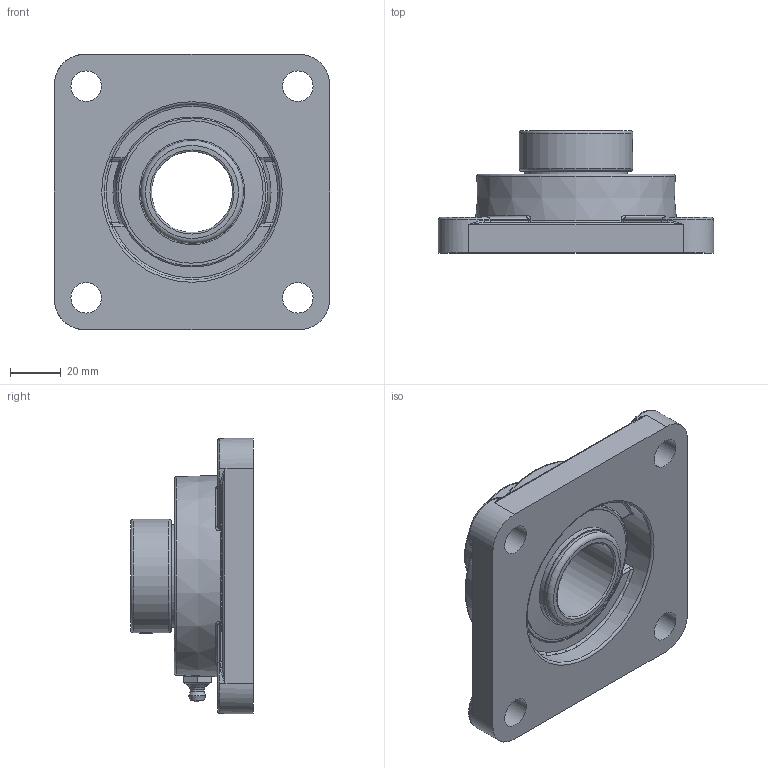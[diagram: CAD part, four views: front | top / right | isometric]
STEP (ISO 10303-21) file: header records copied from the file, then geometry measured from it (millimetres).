
FILE_DESCRIPTION(('HOOPS Exchange Step'),'2;1');
FILE_NAME('export-D4F25BDF-340B-4F36-B88B-3D38C7C66ED2.stp','2019-12-12T15:19:49-08:00',('ibuslach'),('Alibre'),'HOOPS Exchange 2019.2','Alibre','Unknown authorisation');
FILE_SCHEMA( ('AP242_MANAGED_MODEL_BASED_3D_ENGINEERING_MIM_LF {1 0 10303 442 1 1 4 }') );
Length unit declared in the file: centimetre
Products named in the file (8): ZERK 6mm; MRN SF 206; SNC 206 SHIELD; SNC 206-20 COLLAR; SNC 206-20 RACES; SUC 206 SS; MRN SNC 206-20; MRN SNCF 206-20
Assembly tree (8 placements, depth 3):
  MRN SNCF 206-20
    ZERK 6mm
    MRN SF 206
    MRN SNC 206-20
      SNC 206 SHIELD  x2
      SNC 206-20 COLLAR
      SNC 206-20 RACES
      SUC 206 SS
Bounding box: 108 x 48.1 x 108 mm (x, y, z)
Volume: 168706.9 mm3; surface area: 63994.6 mm2
Topology: 8 solids, 8 shells, 688 faces, 1894 edges, 1220 vertices
Faces by surface type: plane 257, extrusion 239, cylinder 73, torus 41, cone 31, bspline 30, sphere 17
Full cylindrical faces by diameter (mm): 2.506 x2, 5.359 x7, 6 x2, 12 x4, 31.75 x2, 37.643 x2, 40.323 x4, 41.338 x2, 44.501 x1, 51.397 x2, 55.88 x2, 67.335 x1, 69.088 x1
Entity records: 29829 total; most frequent: CARTESIAN_POINT 13413, ORIENTED_EDGE 3702, DIRECTION 2655, EDGE_CURVE 1851, VERTEX_POINT 1206, VECTOR 1171, LINE 932, B_SPLINE_CURVE_WITH_KNOTS 828
